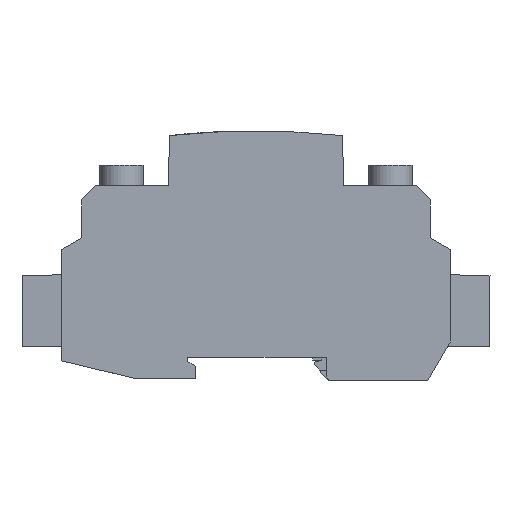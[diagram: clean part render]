
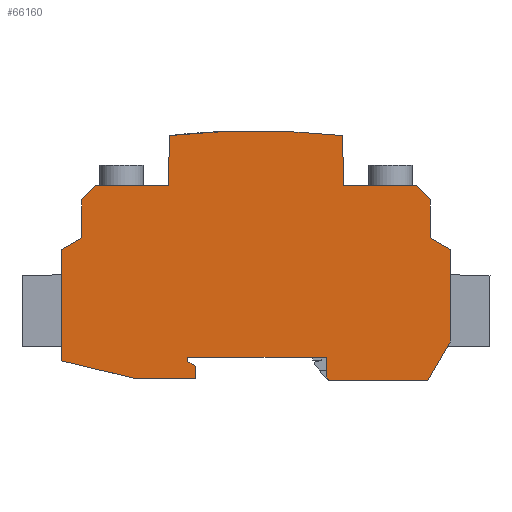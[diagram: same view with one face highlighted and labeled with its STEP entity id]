
A CAD part, left-side view. The second image highlights one B-rep face of the part: STEP entity #66160.
In plain terms, the highlighted face is planar.
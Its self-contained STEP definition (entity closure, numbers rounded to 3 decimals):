
#1610=CARTESIAN_POINT('',(205.171,197.943,
80.1));
#1620=VERTEX_POINT('',#1610);
#1650=CARTESIAN_POINT('',(23.,303.119,
80.1));
#1660=DIRECTION('',(-0.866,0.5,0.));
#1670=VECTOR('',#1660,1.);
#1680=LINE('',#1650,#1670);
#1690=CARTESIAN_POINT('',(200.147,200.843,
80.1));
#1700=VERTEX_POINT('',#1690);
#1710=EDGE_CURVE('',#1620,#1700,#1680,.T.);
#2550=CARTESIAN_POINT('',(114.038,214.368,
80.1));
#2560=VERTEX_POINT('',#2550);
#2590=CARTESIAN_POINT('',(-100.33,0.,
80.1));
#2600=DIRECTION('',(-0.707,-0.707,0.));
#2610=VECTOR('',#2600,1.);
#2620=LINE('',#2590,#2610);
#2630=CARTESIAN_POINT('',(110.66,210.99,
80.1));
#2640=VERTEX_POINT('',#2630);
#2650=EDGE_CURVE('',#2560,#2640,#2620,.T.);
#3020=CARTESIAN_POINT('',(199.882,210.99,
80.1));
#3030=VERTEX_POINT('',#3020);
#3060=CARTESIAN_POINT('',(23.,387.872,
80.1));
#3070=DIRECTION('',(-0.707,0.707,0.));
#3080=VECTOR('',#3070,1.);
#3090=LINE('',#3060,#3080);
#3100=CARTESIAN_POINT('',(196.504,214.368,
80.1));
#3110=VERTEX_POINT('',#3100);
#3120=EDGE_CURVE('',#3030,#3110,#3090,.T.);
#3420=CARTESIAN_POINT('',(205.407,0.,
80.1));
#3430=DIRECTION('',(-0.026,1.,0.));
#3440=VECTOR('',#3430,1.);
#3450=LINE('',#3420,#3440);
#3460=EDGE_CURVE('',#1700,#3030,#3450,.T.);
#3680=CARTESIAN_POINT('',(199.288,164.368,
80.1));
#3690=VERTEX_POINT('',#3680);
#3740=CARTESIAN_POINT('',(104.337,-0.091,
80.1));
#3750=DIRECTION('',(-0.5,-0.866,0.));
#3760=VECTOR('',#3750,1.);
#3770=LINE('',#3740,#3760);
#3780=CARTESIAN_POINT('',(205.171,174.558,
80.1));
#3790=VERTEX_POINT('',#3780);
#3800=EDGE_CURVE('',#3790,#3690,#3770,.T.);
#16610=CARTESIAN_POINT('',(23.,164.368,
80.1));
#16620=DIRECTION('',(1.,0.,0.));
#16630=VECTOR('',#16620,1.);
#16640=LINE('',#16610,#16630);
#16650=CARTESIAN_POINT('',(174.271,164.368,
80.1));
#16660=VERTEX_POINT('',#16650);
#16670=EDGE_CURVE('',#16660,#3690,#16640,.T.);
#33190=CARTESIAN_POINT('',(137.771,170.368,
80.1));
#33200=VERTEX_POINT('',#33190);
#33230=CARTESIAN_POINT('',(23.,170.368,
80.1));
#33240=DIRECTION('',(1.,0.,0.));
#33250=VECTOR('',#33240,1.);
#33260=LINE('',#33230,#33250);
#33270=CARTESIAN_POINT('',(173.271,170.368,
80.1));
#33280=VERTEX_POINT('',#33270);
#33290=EDGE_CURVE('',#33200,#33280,#33260,.T.);
#33780=CARTESIAN_POINT('',(137.771,169.268,
80.1));
#33790=VERTEX_POINT('',#33780);
#33820=CARTESIAN_POINT('',(137.771,0.,
80.1));
#33830=DIRECTION('',(0.,1.,0.));
#33840=VECTOR('',#33830,1.);
#33850=LINE('',#33820,#33840);
#33860=EDGE_CURVE('',#33790,#33200,#33850,.T.);
#34090=CARTESIAN_POINT('',(139.771,168.118,
80.1));
#34100=VERTEX_POINT('',#34090);
#34130=CARTESIAN_POINT('',(23.,235.261,
80.1));
#34140=DIRECTION('',(-0.867,0.498,0.));
#34150=VECTOR('',#34140,1.);
#34160=LINE('',#34130,#34150);
#34170=EDGE_CURVE('',#34100,#33790,#34160,.T.);
#34400=CARTESIAN_POINT('',(139.771,164.868,
80.1));
#34410=VERTEX_POINT('',#34400);
#34440=CARTESIAN_POINT('',(139.771,0.,
80.1));
#34450=DIRECTION('',(0.,1.,0.));
#34460=VECTOR('',#34450,1.);
#34470=LINE('',#34440,#34460);
#34480=EDGE_CURVE('',#34410,#34100,#34470,.T.);
#34710=CARTESIAN_POINT('',(124.587,164.868,
80.1));
#34720=VERTEX_POINT('',#34710);
#34750=CARTESIAN_POINT('',(23.,164.868,
80.1));
#34760=DIRECTION('',(1.,0.,0.));
#34770=VECTOR('',#34760,1.);
#34780=LINE('',#34750,#34770);
#34790=EDGE_CURVE('',#34720,#34410,#34780,.T.);
#35700=CARTESIAN_POINT('',(105.371,169.481,
80.1));
#35710=VERTEX_POINT('',#35700);
#35740=CARTESIAN_POINT('',(23.,189.257,
80.1));
#35750=DIRECTION('',(0.972,-0.233,-0.));
#35760=VECTOR('',#35750,1.);
#35770=LINE('',#35740,#35760);
#35780=EDGE_CURVE('',#35710,#34720,#35770,.T.);
#40470=CARTESIAN_POINT('',(110.394,200.843,
80.1));
#40480=VERTEX_POINT('',#40470);
#40510=CARTESIAN_POINT('',(23.,150.386,
80.1));
#40520=DIRECTION('',(-0.866,-0.5,0.));
#40530=VECTOR('',#40520,1.);
#40540=LINE('',#40510,#40530);
#40550=CARTESIAN_POINT('',(105.371,197.943,
80.1));
#40560=VERTEX_POINT('',#40550);
#40570=EDGE_CURVE('',#40480,#40560,#40540,.T.);
#51050=CARTESIAN_POINT('',(23.,214.368,
80.1));
#51060=DIRECTION('',(1.,0.,-0.));
#51070=VECTOR('',#51060,1.);
#51080=LINE('',#51050,#51070);
#51090=CARTESIAN_POINT('',(177.771,214.368,
80.1));
#51100=VERTEX_POINT('',#51090);
#51110=EDGE_CURVE('',#51100,#3110,#51080,.T.);
#51340=CARTESIAN_POINT('',(127.157,0.,
80.1));
#51350=DIRECTION('',(-0.026,-1.,0.));
#51360=VECTOR('',#51350,1.);
#51370=LINE('',#51340,#51360);
#51380=CARTESIAN_POINT('',(133.108,227.236,
80.1));
#51390=VERTEX_POINT('',#51380);
#51400=CARTESIAN_POINT('',(132.771,214.368,
80.1));
#51410=VERTEX_POINT('',#51400);
#51420=EDGE_CURVE('',#51390,#51410,#51370,.T.);
#54390=CARTESIAN_POINT('',(155.271,28.468,
80.1));
#54400=DIRECTION('',(0.,0.,1.));
#54410=DIRECTION('',(1.,0.,0.));
#54420=AXIS2_PLACEMENT_3D('',#54390,#54400,#54410);
#54430=CIRCLE('',#54420,200.);
#54440=CARTESIAN_POINT('',(177.434,227.236,
80.1));
#54450=VERTEX_POINT('',#54440);
#54460=EDGE_CURVE('',#54450,#51390,#54430,.T.);
#54930=CARTESIAN_POINT('',(183.384,0.,
80.1));
#54940=DIRECTION('',(-0.026,1.,0.));
#54950=VECTOR('',#54940,1.);
#54960=LINE('',#54930,#54950);
#54970=EDGE_CURVE('',#51100,#54450,#54960,.T.);
#65420=CARTESIAN_POINT('',(105.135,0.,
80.1));
#65430=DIRECTION('',(-0.026,-1.,0.));
#65440=VECTOR('',#65430,1.);
#65450=LINE('',#65420,#65440);
#65460=EDGE_CURVE('',#2640,#40480,#65450,.T.);
#65590=CARTESIAN_POINT('',(154.034,171.246,
80.1));
#65600=DIRECTION('',(0.,0.,1.));
#65610=DIRECTION('',(1.,0.,0.));
#65620=AXIS2_PLACEMENT_3D('',#65590,#65600,#65610);
#65630=PLANE('',#65620);
#65640=ORIENTED_EDGE('',*,*,#40570,.T.);
#65650=ORIENTED_EDGE('',*,*,#65460,.T.);
#65660=ORIENTED_EDGE('',*,*,#2650,.T.);
#65670=CARTESIAN_POINT('',(23.,214.368,
80.1));
#65680=DIRECTION('',(-1.,0.,0.));
#65690=VECTOR('',#65680,1.);
#65700=LINE('',#65670,#65690);
#65710=EDGE_CURVE('',#51410,#2560,#65700,.T.);
#65720=ORIENTED_EDGE('',*,*,#65710,.T.);
#65730=ORIENTED_EDGE('',*,*,#51420,.T.);
#65740=ORIENTED_EDGE('',*,*,#54460,.T.);
#65750=ORIENTED_EDGE('',*,*,#54970,.T.);
#65760=ORIENTED_EDGE('',*,*,#51110,.F.);
#65770=ORIENTED_EDGE('',*,*,#3120,.T.);
#65780=ORIENTED_EDGE('',*,*,#3460,.T.);
#65790=ORIENTED_EDGE('',*,*,#1710,.T.);
#65800=CARTESIAN_POINT('',(205.171,0.,
80.1));
#65810=DIRECTION('',(0.,1.,0.));
#65820=VECTOR('',#65810,1.);
#65830=LINE('',#65800,#65820);
#65840=EDGE_CURVE('',#3790,#1620,#65830,.T.);
#65850=ORIENTED_EDGE('',*,*,#65840,.T.);
#65860=ORIENTED_EDGE('',*,*,#3800,.F.);
#65870=ORIENTED_EDGE('',*,*,#16670,.T.);
#65880=CARTESIAN_POINT('',(23.,315.638,
80.1));
#65890=DIRECTION('',(0.707,-0.707,-0.));
#65900=VECTOR('',#65890,1.);
#65910=LINE('',#65880,#65900);
#65920=CARTESIAN_POINT('',(173.271,165.368,
80.1));
#65930=VERTEX_POINT('',#65920);
#65940=EDGE_CURVE('',#65930,#16660,#65910,.T.);
#65950=ORIENTED_EDGE('',*,*,#65940,.T.);
#65960=CARTESIAN_POINT('',(173.271,0.,
80.1));
#65970=DIRECTION('',(0.,-1.,-0.));
#65980=VECTOR('',#65970,1.);
#65990=LINE('',#65960,#65980);
#66000=EDGE_CURVE('',#33280,#65930,#65990,.T.);
#66010=ORIENTED_EDGE('',*,*,#66000,.T.);
#66020=ORIENTED_EDGE('',*,*,#33290,.T.);
#66030=ORIENTED_EDGE('',*,*,#33860,.T.);
#66040=ORIENTED_EDGE('',*,*,#34170,.T.);
#66050=ORIENTED_EDGE('',*,*,#34480,.T.);
#66060=ORIENTED_EDGE('',*,*,#34790,.T.);
#66070=ORIENTED_EDGE('',*,*,#35780,.T.);
#66080=CARTESIAN_POINT('',(105.371,0.,
80.1));
#66090=DIRECTION('',(0.,-1.,0.));
#66100=VECTOR('',#66090,1.);
#66110=LINE('',#66080,#66100);
#66120=EDGE_CURVE('',#40560,#35710,#66110,.T.);
#66130=ORIENTED_EDGE('',*,*,#66120,.T.);
#66140=EDGE_LOOP('',(#66130,#66070,#66060,#66050,#66040,#66030,#66020,
#66010,#65950,#65870,#65860,#65850,#65790,#65780,#65770,#65760,#65750,
#65740,#65730,#65720,#65660,#65650,#65640));
#66150=FACE_OUTER_BOUND('',#66140,.T.);
#66160=ADVANCED_FACE('',(#66150),#65630,.T.);
